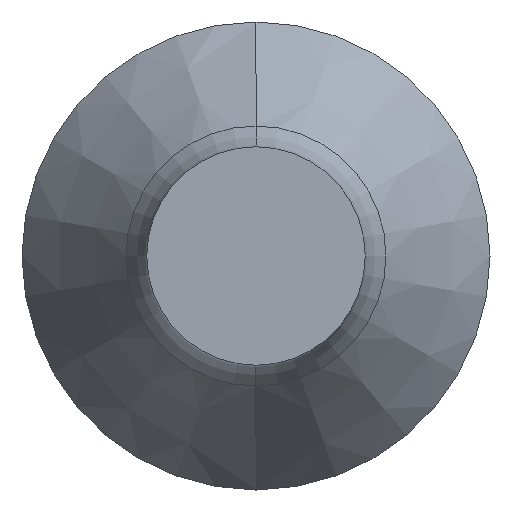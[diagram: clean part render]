
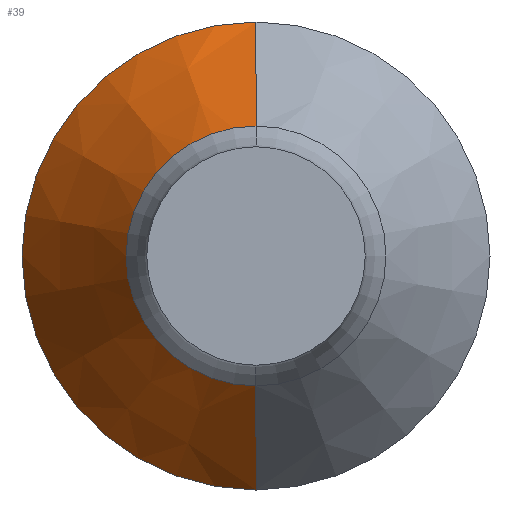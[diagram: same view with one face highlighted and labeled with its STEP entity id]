
A CAD part, left-side view. The second image highlights one B-rep face of the part: STEP entity #39.
In plain terms, the highlighted conical face has half-angle 33.2 degrees and reference radius 15 mm.
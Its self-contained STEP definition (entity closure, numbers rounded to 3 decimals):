
#4 = DIRECTION ( 'NONE',  ( 0.837, 0., 0.548 ) ) ;
#39 = ADVANCED_FACE ( 'NONE', ( #1053 ), #1035, .T. ) ;
#160 = AXIS2_PLACEMENT_3D ( 'NONE', #864, #1167, #344 ) ;
#243 = DIRECTION ( 'NONE',  ( 0.837, 0., -0.548 ) ) ;
#264 = CARTESIAN_POINT ( 'NONE',  ( 62.45, 0., -15. ) ) ;
#300 = AXIS2_PLACEMENT_3D ( 'NONE', #963, #1042, #1179 ) ;
#344 = DIRECTION ( 'NONE',  ( 0., 0., 1. ) ) ;
#395 = CARTESIAN_POINT ( 'NONE',  ( 62.45, 0., 15. ) ) ;
#503 = CARTESIAN_POINT ( 'NONE',  ( 52.261, 0., -8.332 ) ) ;
#506 = VERTEX_POINT ( 'NONE', #836 ) ;
#528 = CARTESIAN_POINT ( 'NONE',  ( 62.45, 0., 0. ) ) ;
#548 = VECTOR ( 'NONE', #4, 1000. ) ;
#549 = AXIS2_PLACEMENT_3D ( 'NONE', #528, #592, #560 ) ;
#557 = LINE ( 'NONE', #395, #548 ) ;
#560 = DIRECTION ( 'NONE',  ( 0., 0., -1. ) ) ;
#592 = DIRECTION ( 'NONE',  ( 1., 0., 0. ) ) ;
#618 = EDGE_LOOP ( 'NONE', ( #998, #774, #865, #1184 ) ) ;
#654 = CIRCLE ( 'NONE', #160, 8.332 ) ;
#667 = VECTOR ( 'NONE', #243, 1000. ) ;
#668 = LINE ( 'NONE', #264, #667 ) ;
#673 = EDGE_CURVE ( 'NONE', #750, #506, #883, .T. ) ;
#750 = VERTEX_POINT ( 'NONE', #1182 ) ;
#774 = ORIENTED_EDGE ( 'NONE', *, *, #950, .T. ) ;
#831 = EDGE_CURVE ( 'NONE', #1060, #506, #668, .T. ) ;
#836 = CARTESIAN_POINT ( 'NONE',  ( 62.45, 0., -15. ) ) ;
#853 = EDGE_CURVE ( 'NONE', #1126, #1060, #654, .T. ) ;
#864 = CARTESIAN_POINT ( 'NONE',  ( 52.261, 0., 0. ) ) ;
#865 = ORIENTED_EDGE ( 'NONE', *, *, #673, .T. ) ;
#883 = CIRCLE ( 'NONE', #300, 15. ) ;
#901 = CARTESIAN_POINT ( 'NONE',  ( 52.261, 0., 8.332 ) ) ;
#950 = EDGE_CURVE ( 'NONE', #1126, #750, #557, .T. ) ;
#963 = CARTESIAN_POINT ( 'NONE',  ( 62.45, 0., 0. ) ) ;
#998 = ORIENTED_EDGE ( 'NONE', *, *, #853, .F. ) ;
#1035 = CONICAL_SURFACE ( 'NONE', #549, 15., 0.579 ) ;
#1042 = DIRECTION ( 'NONE',  ( -1., 0., 0. ) ) ;
#1053 = FACE_OUTER_BOUND ( 'NONE', #618, .T. ) ;
#1060 = VERTEX_POINT ( 'NONE', #503 ) ;
#1126 = VERTEX_POINT ( 'NONE', #901 ) ;
#1167 = DIRECTION ( 'NONE',  ( -1., 0., 0. ) ) ;
#1179 = DIRECTION ( 'NONE',  ( 0., 0., 1. ) ) ;
#1182 = CARTESIAN_POINT ( 'NONE',  ( 62.45, 0., 15. ) ) ;
#1184 = ORIENTED_EDGE ( 'NONE', *, *, #831, .F. ) ;
